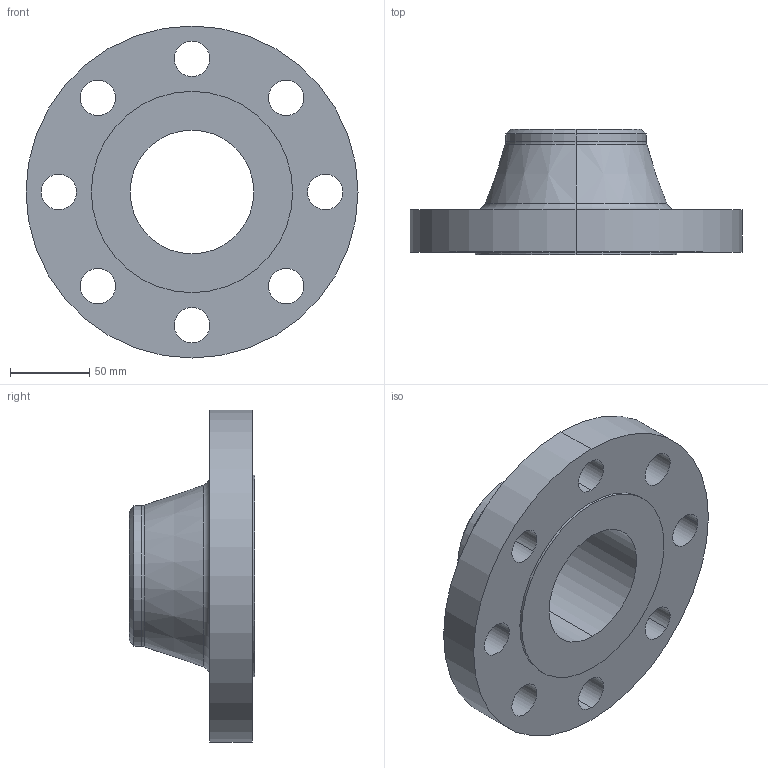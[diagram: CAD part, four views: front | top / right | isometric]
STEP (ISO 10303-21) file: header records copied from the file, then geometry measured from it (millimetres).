
FILE_DESCRIPTION (( 'STEP AP203' ), '1' );
FILE_NAME ('3D_R283-DN300_3_178313450.STEP', '2024-10-10T07:01:45', ( '' ), ( '' ), 'SwSTEP 2.0', 'SolidWorks 2024', '' );
FILE_SCHEMA (( 'CONFIG_CONTROL_DESIGN' ));
Length unit declared in the file: millimetre
Products named in the file (1): 3D_R283-DN300_3_178313450
Bounding box: 209.5 x 79.2 x 209.5 mm (x, y, z)
Volume: 888819 mm3; surface area: 117083.8 mm2
Topology: 1 solids, 1 shells, 36 faces, 88 edges, 56 vertices
Faces by surface type: cylinder 24, torus 4, cone 4, plane 4
Entity records: 1201 total; most frequent: DIRECTION 222, CARTESIAN_POINT 181, ORIENTED_EDGE 176, AXIS2_PLACEMENT_3D 97, EDGE_CURVE 88, CIRCLE 60, VERTEX_POINT 56, EDGE_LOOP 56
